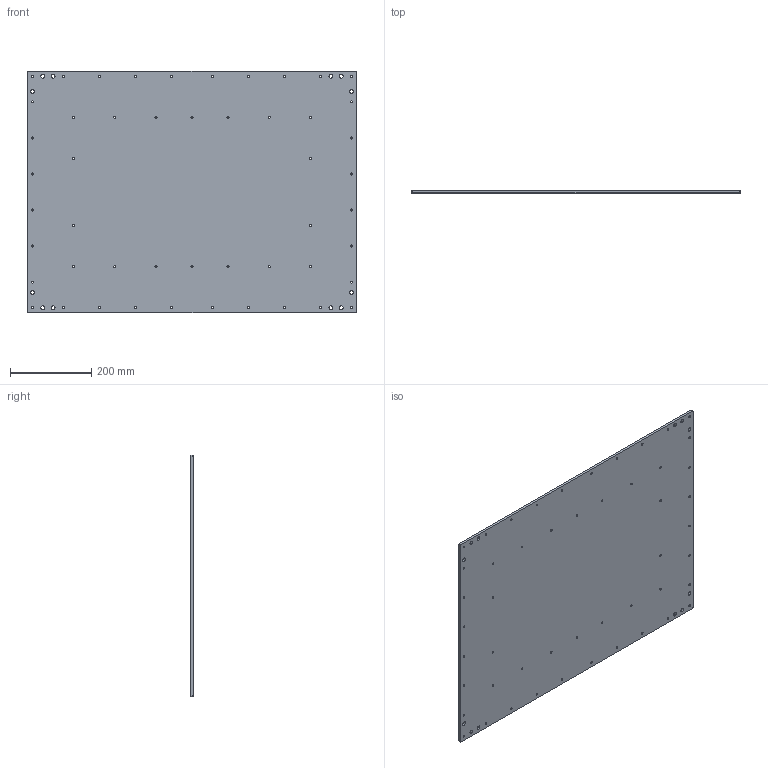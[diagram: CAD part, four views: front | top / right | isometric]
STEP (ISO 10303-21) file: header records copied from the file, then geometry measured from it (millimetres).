
FILE_DESCRIPTION (( 'STEP AP214' ), '1' );
FILE_NAME ('am-5678_pan Robot Cart Belly Pan.STEP', '2025-12-05T21:33:48', ( '' ), ( '' ), 'SwSTEP 2.0', 'SolidWorks 2024', '' );
FILE_SCHEMA (( 'AUTOMOTIVE_DESIGN' ));
Length unit declared in the file: inch
Products named in the file (1): am-5678_pan Robot Cart Belly Pan
Bounding box: 812.8 x 5.59 x 596.9 mm (x, y, z)
Volume: 2700529.7 mm3; surface area: 988758.3 mm2
Topology: 1 solids, 1 shells, 134 faces, 396 edges, 264 vertices
Faces by surface type: cylinder 128, plane 6
Entity records: 4911 total; most frequent: DIRECTION 922, CARTESIAN_POINT 795, ORIENTED_EDGE 792, EDGE_CURVE 396, AXIS2_PLACEMENT_3D 391, VERTEX_POINT 264, EDGE_LOOP 258, CIRCLE 256
